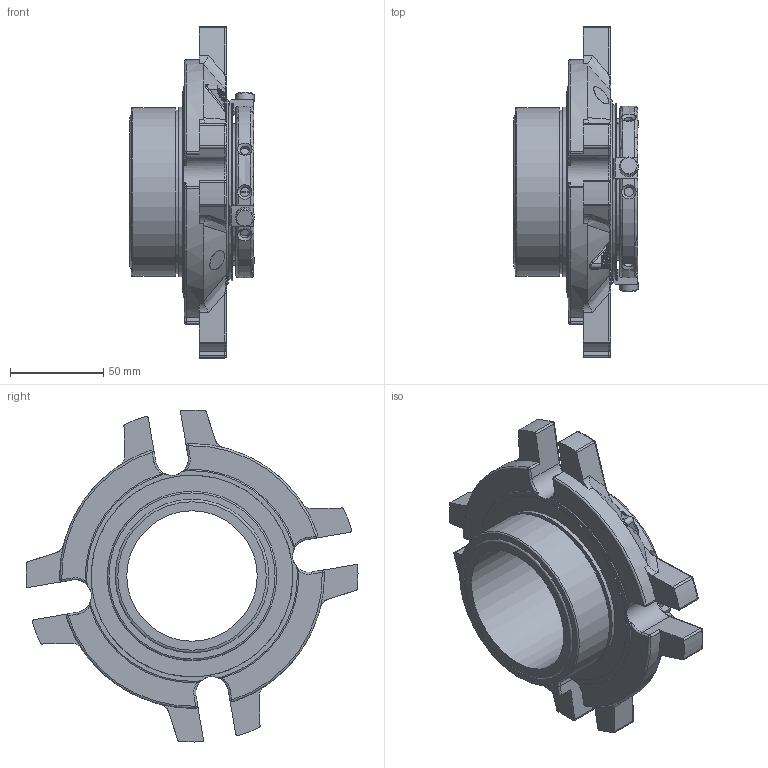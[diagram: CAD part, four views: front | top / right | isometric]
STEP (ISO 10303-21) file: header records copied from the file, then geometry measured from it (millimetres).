
FILE_DESCRIPTION(/* description */ ('Unknown'),/* implementation_level */ '2;1');
FILE_NAME(/* name */ '2.750',/* time_stamp */ '2023-04-03T10:22:58+01:00',/* author */ ('Unknown'),/* organization */ ('Unknown'),/* preprocessor_version */ 'ST-DEVELOPER v18.102',/* originating_system */ 'Solid Edge',/* authorisation */ 'Unknown');
FILE_SCHEMA (('AUTOMOTIVE_DESIGN {1 0 10303 214 3 1 1}'));
Length unit declared in the file: millimetre
Products named in the file (1): 2.750
Bounding box: 66.59 x 177.78 x 177.78 mm (x, y, z)
Volume: 381025.3 mm3; surface area: 78965.3 mm2
Topology: 1 solids, 1 shells, 555 faces, 1477 edges, 900 vertices
Faces by surface type: cylinder 222, plane 154, torus 69, sphere 40, bspline 39, cone 31
Full cylindrical faces by diameter (mm): 3.31 x1, 4.917 x2, 5 x6, 6 x3, 10 x3, 11.252 x3, 69.85 x1, 73 x2, 87.427 x1, 90.475 x1, 90.805 x1, 93.98 x1, 95.504 x1, 108 x1
Entity records: 21221 total; most frequent: CARTESIAN_POINT 4352, DIRECTION 2733, ORIENTED_EDGE 2692, EDGE_CURVE 1346, AXIS2_PLACEMENT_3D 1112, VERTEX_POINT 853, EDGE_LOOP 647, FACE_BOUND 647
